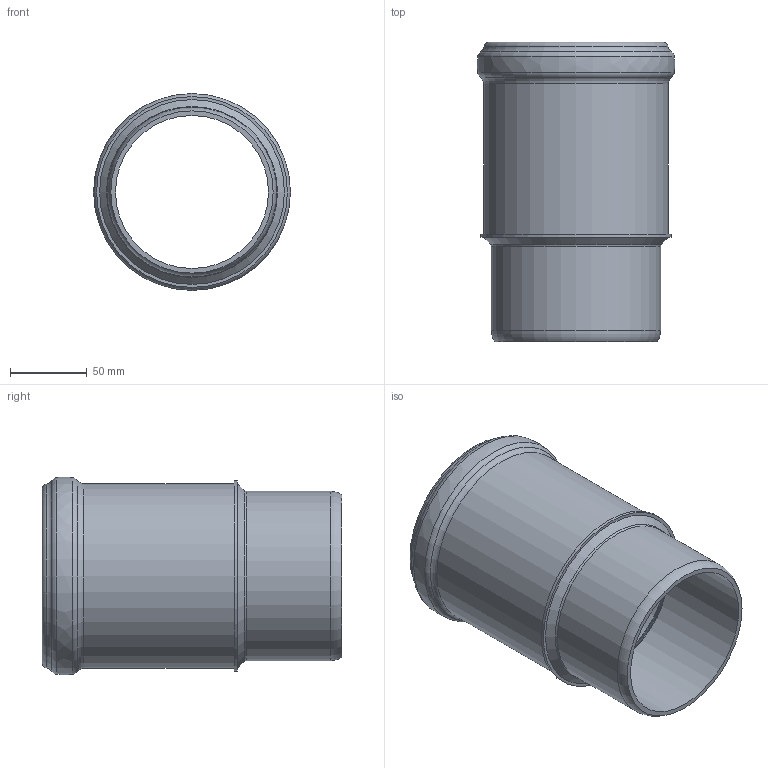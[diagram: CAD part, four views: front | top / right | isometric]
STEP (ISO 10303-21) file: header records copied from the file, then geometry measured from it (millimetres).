
FILE_DESCRIPTION(/* description */ (''),/* implementation_level */ '2;1');
FILE_NAME(/* name */ '335930 SKOLANsafeL Langmuffe DN_OD 110.stp',/* time_stamp */ '2018-01-09T13:36:47+01:00',/* author */ ('user1'),/* organization */ (''),/* preprocessor_version */ 'ST-DEVELOPER v16.1',/* originating_system */ 'Autodesk Inventor 2016',/* authorisation */ '');
FILE_SCHEMA (('AUTOMOTIVE_DESIGN { 1 0 10303 214 3 1 1 }'));
Length unit declared in the file: millimetre
Products named in the file (1): 335930 SKOLANsafeL Langmuffe DN_OD 110
Bounding box: 128.9 x 195.2 x 128.9 mm (x, y, z)
Volume: 347438.1 mm3; surface area: 146867.6 mm2
Topology: 1 solids, 1 shells, 29 faces, 57 edges, 31 vertices
Faces by surface type: torus 14, cylinder 7, cone 4, plane 3, bspline 1
Full cylindrical faces by diameter (mm): 99.7 x1, 110.3 x1, 110.8 x1, 111 x1, 120.4 x1, 120.9 x1, 124.4 x1
Entity records: 658 total; most frequent: CARTESIAN_POINT 121, DIRECTION 120, ORIENTED_EDGE 64, AXIS2_PLACEMENT_3D 60, EDGE_LOOP 57, EDGE_CURVE 32, CIRCLE 31, VERTEX_POINT 31
